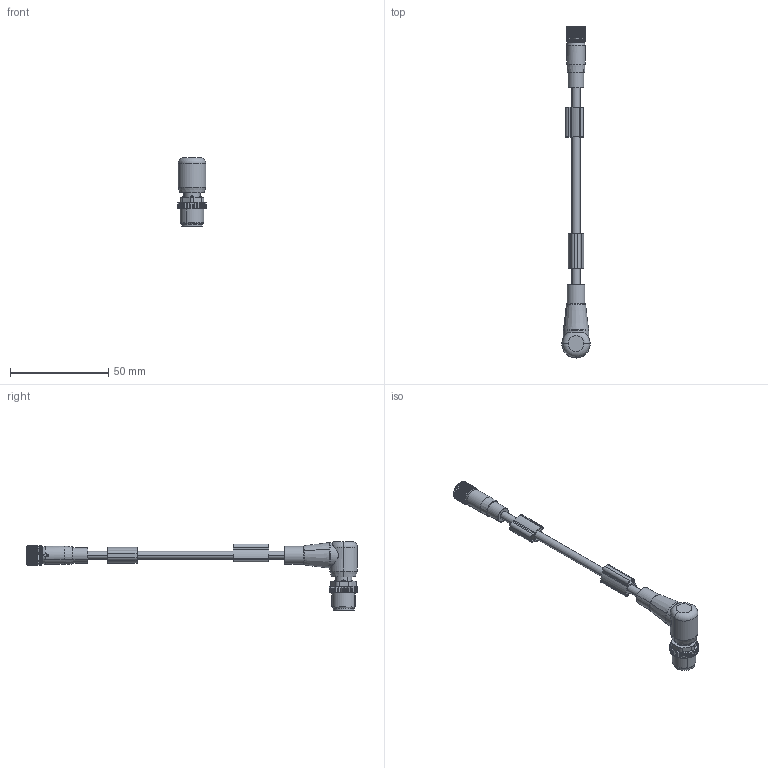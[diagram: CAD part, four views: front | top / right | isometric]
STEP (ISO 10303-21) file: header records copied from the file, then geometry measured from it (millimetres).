
FILE_DESCRIPTION(('CATIA V5 STEP Exchange','CAx-IF Rec.Pracs.--- Model Styling and Organization---1.4--- 2014-01-23'),'2;1');
FILE_NAME ('221372-1_0', '2022-12-20T12:21:37+00:00', ('none'), ('Weidmueller'), 'CATIA Version 5-6 Release 2016 SP3 HF44', 'CATIA V5 STEP AP214', 'none');
FILE_SCHEMA(('AUTOMOTIVE_DESIGN { 1 0 10303 214 1 1 1 1 }'));
Length unit declared in the file: millimetre
Products named in the file (1): 1304740050
Bounding box: 14.6 x 168.66 x 35 mm (x, y, z)
Volume: 10211.1 mm3; surface area: 10333 mm2
Topology: 21 solids, 21 shells, 1200 faces, 3141 edges, 2018 vertices
Faces by surface type: plane 494, cylinder 426, cone 151, torus 93, bspline 22, sphere 10, revolution 4
Entity records: 36750 total; most frequent: CARTESIAN_POINT 10309, ORIENTED_EDGE 6226, DIRECTION 4018, EDGE_CURVE 3113, VERTEX_POINT 2018, AXIS2_PLACEMENT_3D 1954, EDGE_LOOP 1301, VECTOR 1240
